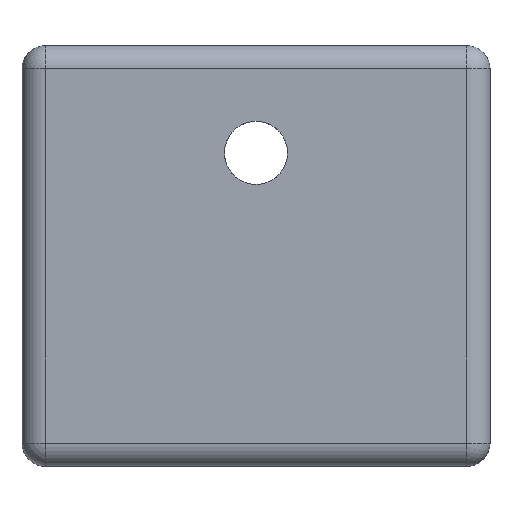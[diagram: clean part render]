
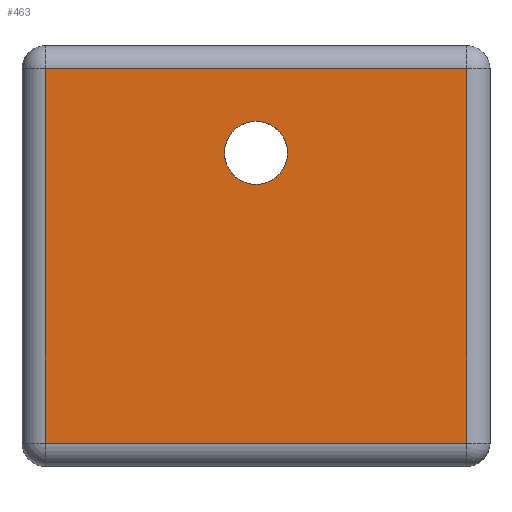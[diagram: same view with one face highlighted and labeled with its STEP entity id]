
A CAD part, left-side view. The second image highlights one B-rep face of the part: STEP entity #463.
In plain terms, the highlighted planar face has unit normal (-1, 0, 0).
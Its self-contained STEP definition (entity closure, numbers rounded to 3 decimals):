
#27=FACE_BOUND('',#166,.T.);
#31=PLANE('',#534);
#39=LINE('',#726,#69);
#41=LINE('',#736,#71);
#47=LINE('',#766,#77);
#49=LINE('',#769,#79);
#69=VECTOR('',#580,10.);
#71=VECTOR('',#592,10.);
#77=VECTOR('',#628,10.);
#79=VECTOR('',#632,10.);
#133=FACE_OUTER_BOUND('',#165,.T.);
#165=EDGE_LOOP('',(#379,#380,#381,#382));
#166=EDGE_LOOP('',(#383));
#205=CIRCLE('',#535,1.35);
#210=VERTEX_POINT('',#705);
#217=VERTEX_POINT('',#721);
#218=VERTEX_POINT('',#728);
#229=VERTEX_POINT('',#761);
#233=VERTEX_POINT('',#796);
#253=EDGE_CURVE('',#210,#217,#39,.T.);
#258=EDGE_CURVE('',#218,#210,#41,.T.);
#273=EDGE_CURVE('',#217,#229,#47,.T.);
#275=EDGE_CURVE('',#229,#218,#49,.T.);
#291=EDGE_CURVE('',#233,#233,#205,.T.);
#379=ORIENTED_EDGE('',*,*,#253,.F.);
#380=ORIENTED_EDGE('',*,*,#258,.F.);
#381=ORIENTED_EDGE('',*,*,#275,.F.);
#382=ORIENTED_EDGE('',*,*,#273,.F.);
#383=ORIENTED_EDGE('',*,*,#291,.F.);
#463=ADVANCED_FACE('',(#133,#27),#31,.T.);
#534=AXIS2_PLACEMENT_3D('',#795,#665,#666);
#535=AXIS2_PLACEMENT_3D('',#797,#667,#668);
#580=DIRECTION('',(0.,-1.,0.));
#592=DIRECTION('',(0.,0.,1.));
#628=DIRECTION('',(0.,0.,-1.));
#632=DIRECTION('',(0.,1.,0.));
#665=DIRECTION('center_axis',(-1.,0.,0.));
#666=DIRECTION('ref_axis',(0.,0.,1.));
#667=DIRECTION('center_axis',(-1.,0.,0.));
#668=DIRECTION('ref_axis',(0.,-1.,0.));
#705=CARTESIAN_POINT('',(4.,19.,13.586));
#721=CARTESIAN_POINT('',(4.,1.,13.586));
#726=CARTESIAN_POINT('',(4.,10.,13.586));
#728=CARTESIAN_POINT('',(4.,19.,-2.4));
#736=CARTESIAN_POINT('',(4.,19.,0.));
#761=CARTESIAN_POINT('',(4.,1.,-2.4));
#766=CARTESIAN_POINT('',(4.,1.,0.));
#769=CARTESIAN_POINT('',(4.,15.,-2.4));
#795=CARTESIAN_POINT('Origin',(4.,20.,0.));
#796=CARTESIAN_POINT('',(4.,11.35,10.));
#797=CARTESIAN_POINT('Origin',(4.,10.,10.));
